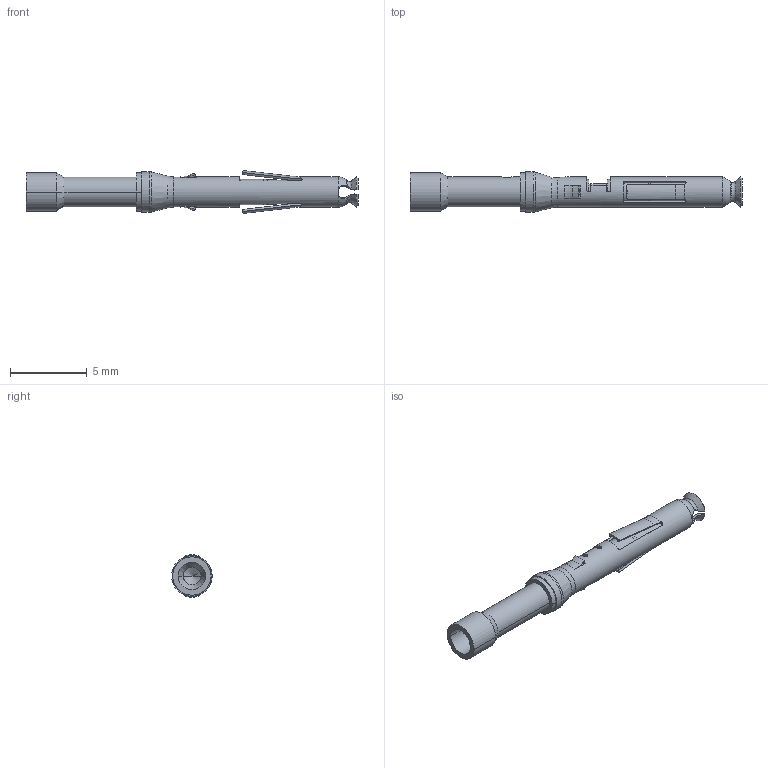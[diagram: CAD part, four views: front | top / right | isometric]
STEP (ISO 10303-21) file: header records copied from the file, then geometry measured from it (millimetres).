
FILE_DESCRIPTION((''),'2;1');
FILE_NAME('MS20W23XX-1','2017-10-11T',('flan.yang'),(''),'PRO/ENGINEER BY PARAMETRIC TECHNOLOGY CORPORATION, 2013230','PRO/ENGINEER BY PARAMETRIC TECHNOLOGY CORPORATION, 2013230','');
FILE_SCHEMA(('CONFIG_CONTROL_DESIGN'));
Length unit declared in the file: millimetre
Products named in the file (1): MS20W23XX-1
Bounding box: 21.65 x 2.63 x 2.79 mm (x, y, z)
Volume: 45.3 mm3; surface area: 325 mm2
Topology: 1 solids, 1 shells, 238 faces, 602 edges, 364 vertices
Faces by surface type: plane 64, bspline 64, cylinder 60, cone 32, torus 18
Entity records: 9738 total; most frequent: CARTESIAN_POINT 4396, ORIENTED_EDGE 1196, DIRECTION 956, EDGE_CURVE 598, VERTEX_POINT 364, AXIS2_PLACEMENT_3D 350, VECTOR 256, LINE 256
